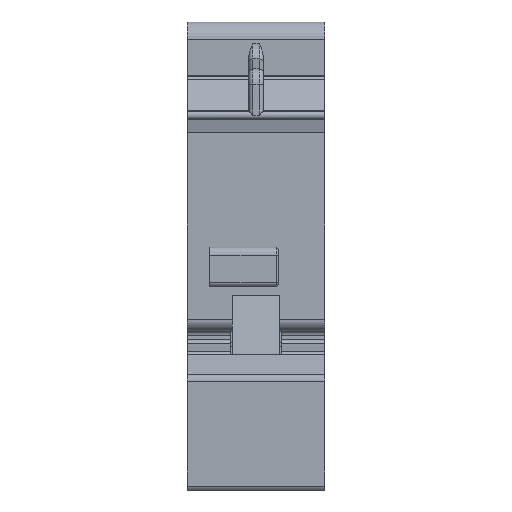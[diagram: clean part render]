
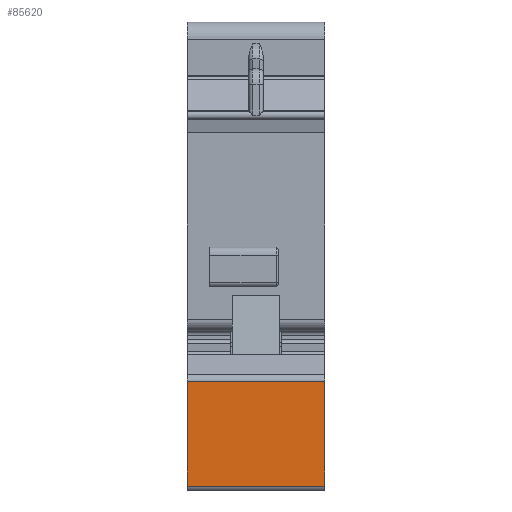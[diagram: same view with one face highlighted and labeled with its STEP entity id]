
A CAD part, front view. The second image highlights one B-rep face of the part: STEP entity #85620.
In plain terms, the highlighted planar face has unit normal (0, -1, 0).
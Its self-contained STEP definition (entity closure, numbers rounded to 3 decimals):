
#4561 = FACE_OUTER_BOUND ( 'NONE', #80374, .T. ) ;
#5979 = PLANE ( 'NONE',  #135602 ) ;
#6046 = CARTESIAN_POINT ( 'NONE',  ( -21.286, -7.05, -19.902 ) ) ;
#6050 = DIRECTION ( 'NONE',  ( 0., -1., 0. ) ) ;
#6054 = DIRECTION ( 'NONE',  ( 0., 0., -1. ) ) ;
#42615 = LINE ( 'NONE', #47829, #42619 ) ;
#42619 = VECTOR ( 'NONE', #47830, 1000. ) ;
#46095 = CARTESIAN_POINT ( 'NONE',  ( 8.75, -7.05, -33.2 ) ) ;
#46097 = CARTESIAN_POINT ( 'NONE',  ( 8.75, -7.05, -19.902 ) ) ;
#46483 = CARTESIAN_POINT ( 'NONE',  ( -8.75, -7.05, -19.902 ) ) ;
#46484 = CARTESIAN_POINT ( 'NONE',  ( -8.75, -7.05, -33.2 ) ) ;
#47829 = CARTESIAN_POINT ( 'NONE',  ( -8.75, -7.05, -19.902 ) ) ;
#47830 = DIRECTION ( 'NONE',  ( 0., 0., 1. ) ) ;
#55836 = EDGE_CURVE ( 'NONE', #122024, #122022, #130967, .T. ) ;
#56107 = EDGE_CURVE ( 'NONE', #122468, #122022, #131667, .T. ) ;
#56108 = EDGE_CURVE ( 'NONE', #122467, #122024, #131662, .T. ) ;
#64643 = EDGE_CURVE ( 'NONE', #122468, #122467, #42615, .T. ) ;
#80374 = EDGE_LOOP ( 'NONE', ( #98101, #98143, #98135, #98159 ) ) ;
#85620 = ADVANCED_FACE ( 'NONE', ( #4561 ), #5979, .T. ) ;
#98101 = ORIENTED_EDGE ( 'NONE', *, *, #64643, .F. ) ;
#98135 = ORIENTED_EDGE ( 'NONE', *, *, #55836, .F. ) ;
#98143 = ORIENTED_EDGE ( 'NONE', *, *, #56107, .T. ) ;
#98159 = ORIENTED_EDGE ( 'NONE', *, *, #56108, .F. ) ;
#122022 = VERTEX_POINT ( 'NONE', #46095 ) ;
#122024 = VERTEX_POINT ( 'NONE', #46097 ) ;
#122467 = VERTEX_POINT ( 'NONE', #46483 ) ;
#122468 = VERTEX_POINT ( 'NONE', #46484 ) ;
#129641 = CARTESIAN_POINT ( 'NONE',  ( 8.75, -7.05, -19.902 ) ) ;
#129642 = DIRECTION ( 'NONE',  ( 0., 0., -1. ) ) ;
#130967 = LINE ( 'NONE', #129641, #130971 ) ;
#130971 = VECTOR ( 'NONE', #129642, 1000. ) ;
#131662 = LINE ( 'NONE', #140035, #131680 ) ;
#131667 = LINE ( 'NONE', #140054, #131675 ) ;
#131675 = VECTOR ( 'NONE', #140057, 1000. ) ;
#131680 = VECTOR ( 'NONE', #140058, 1000. ) ;
#135602 = AXIS2_PLACEMENT_3D ( 'NONE', #6046, #6050, #6054 ) ;
#140035 = CARTESIAN_POINT ( 'NONE',  ( -21.286, -7.05, -19.902 ) ) ;
#140054 = CARTESIAN_POINT ( 'NONE',  ( -21.286, -7.05, -33.2 ) ) ;
#140057 = DIRECTION ( 'NONE',  ( 1., 0., 0. ) ) ;
#140058 = DIRECTION ( 'NONE',  ( 1., 0., 0. ) ) ;
